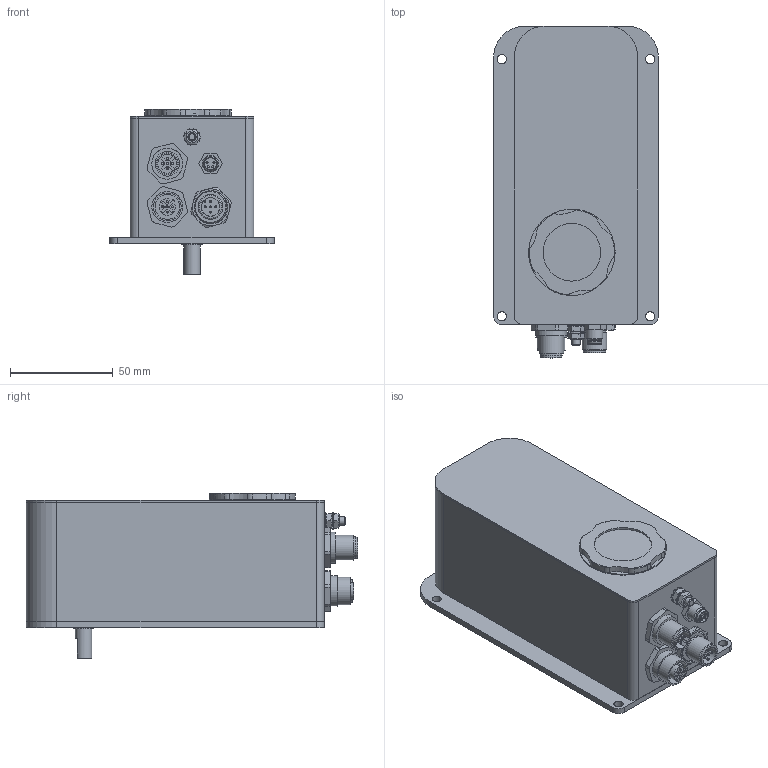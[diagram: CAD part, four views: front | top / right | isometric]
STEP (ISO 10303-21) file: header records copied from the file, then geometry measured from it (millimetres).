
FILE_DESCRIPTION(/* description */ ('PSS30x-8-V'),/* implementation_level */ '2;1');
FILE_NAME(/* name */ '7300.012143.stp',/* time_stamp */ '2019-07-17T14:57:44+02:00',/* author */ ('nwolf'),/* organization */ (''),/* preprocessor_version */ 'ST-DEVELOPER v17',/* originating_system */ 'Autodesk Inventor 2018',/* authorisation */ '');
FILE_SCHEMA (('AUTOMOTIVE_DESIGN { 1 0 10303 214 3 1 1 }'));
Length unit declared in the file: millimetre
Products named in the file (31): 7300.012143; 1020.006423; STD-000049; 1010.003453; 3030.003639; ENG-000683; ENG-000682; ENG-000294; ENG-000623; ENG-000280; ENG-000685; ENG-000686; 3030.004019; ENG-000687; ENG-000688; 3030.004029; ENG-000690; ENG-000691; 3030.003989; ENG-000650; ENG-000651; 1190.000484; STD-000102; STD-000071; STD-000011; STD-000385; 1020.006303; 1290.003944; 1450.002434; 1510.000849; 1200.008274
Assembly tree (36 placements, depth 3):
  7300.012143
    1020.006423
    STD-000049
    1010.003453
    3030.003639
      ENG-000683
      ENG-000682
      ENG-000294
      ENG-000623
      ENG-000280
      ENG-000685
      ENG-000686
    3030.004019
      ENG-000687
      ENG-000688
    3030.004029
      ENG-000690
      ENG-000691
    3030.003989
      ENG-000650
      ENG-000651
    1190.000484
    STD-000102  x2
    STD-000071  x2
    STD-000011  x5
    STD-000385
    1020.006303
    1290.003944
    1450.002434
    1510.000849
    1200.008274
Bounding box: 80 x 161.3 x 80.5 mm (x, y, z)
Volume: 115580.3 mm3; surface area: 109331.5 mm2
Topology: 32 solids, 32 shells, 1351 faces, 3554 edges, 2378 vertices
Faces by surface type: plane 793, cylinder 427, cone 70, torus 44, sphere 17
Full cylindrical faces by diameter (mm): 0.6 x4, 0.75 x5, 1 x33, 1.6 x11, 2 x3, 2.3 x1, 2.621 x1, 3 x5, 3.242 x2, 3.8 x1, 4 x7, 4.1 x1, 4.3 x2, 4.5 x5, 4.87 x2, 5.5 x5, 5.8 x1, 5.9 x1, 6 x5, 6.2 x1, 6.4 x1, 6.8 x2, 7.2 x1, 7.5 x1, 8 x4, 8.1 x1, 8.2 x1, 9 x1, 9.2 x1, 10 x3
Entity records: 40105 total; most frequent: CARTESIAN_POINT 7828, DIRECTION 6717, ORIENTED_EDGE 6346, EDGE_CURVE 3173, AXIS2_PLACEMENT_3D 2415, VERTEX_POINT 2143, LINE 1887, VECTOR 1887
